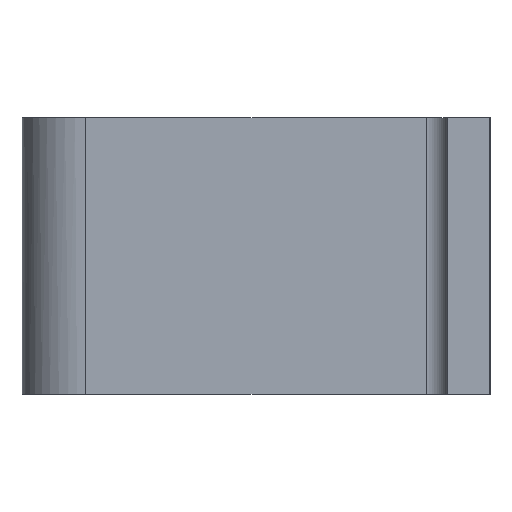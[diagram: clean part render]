
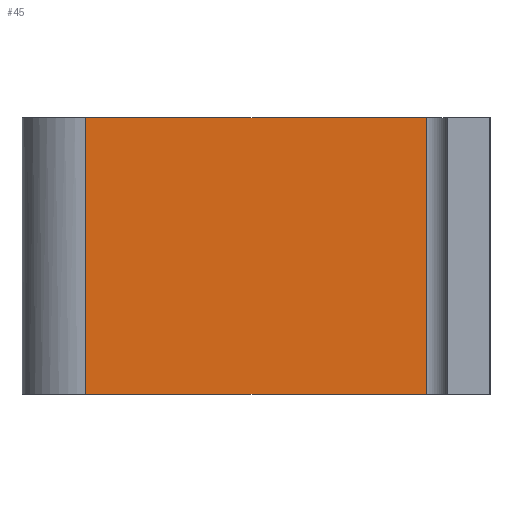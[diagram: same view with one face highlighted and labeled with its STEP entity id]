
A CAD part, left-side view. The second image highlights one B-rep face of the part: STEP entity #45.
In plain terms, the highlighted planar face has unit normal (-1, 0, 0).
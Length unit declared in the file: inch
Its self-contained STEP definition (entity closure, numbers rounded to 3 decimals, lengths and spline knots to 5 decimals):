
#45=ADVANCED_FACE('',(#101),#102,.T.);
#101=FACE_OUTER_BOUND('',#165,.T.);
#102=PLANE('',#166);
#165=EDGE_LOOP('',(#287,#288,#289,#290));
#166=AXIS2_PLACEMENT_3D('',#291,#292,#293);
#287=ORIENTED_EDGE('',*,*,#429,.T.);
#288=ORIENTED_EDGE('',*,*,#430,.F.);
#289=ORIENTED_EDGE('',*,*,#431,.T.);
#290=ORIENTED_EDGE('',*,*,#432,.T.);
#291=CARTESIAN_POINT('',(1.25018,0.68759,0.0));
#292=DIRECTION('',(-1.0,0.0,0.0));
#293=DIRECTION('',(0.0,-1.0,0.0));
#429=EDGE_CURVE('',#504,#505,#506,.T.);
#430=EDGE_CURVE('',#507,#505,#508,.T.);
#431=EDGE_CURVE('',#507,#509,#510,.T.);
#432=EDGE_CURVE('',#509,#504,#511,.T.);
#504=VERTEX_POINT('',#619);
#505=VERTEX_POINT('',#620);
#506=LINE('',#621,#622);
#507=VERTEX_POINT('',#623);
#508=LINE('',#624,#625);
#509=VERTEX_POINT('',#626);
#510=LINE('',#627,#628);
#511=LINE('',#629,#630);
#619=CARTESIAN_POINT('',(1.25018,0.18749,0.8125));
#620=CARTESIAN_POINT('',(1.25018,1.18769,0.8125));
#621=CARTESIAN_POINT('',(1.25018,1.18769,0.8125));
#622=VECTOR('',#768,1.0);
#623=CARTESIAN_POINT('',(1.25018,1.18769,0.0));
#624=CARTESIAN_POINT('',(1.25018,1.18769,0.0));
#625=VECTOR('',#769,1.0);
#626=CARTESIAN_POINT('',(1.25018,0.18749,0.0));
#627=CARTESIAN_POINT('',(1.25018,1.18769,0.0));
#628=VECTOR('',#770,1.0);
#629=CARTESIAN_POINT('',(1.25018,0.18749,0.0));
#630=VECTOR('',#771,1.0);
#768=DIRECTION('',(0.0,1.0,0.0));
#769=DIRECTION('',(0.0,0.0,1.0));
#770=DIRECTION('',(0.0,-1.0,0.0));
#771=DIRECTION('',(0.0,0.0,1.0));
